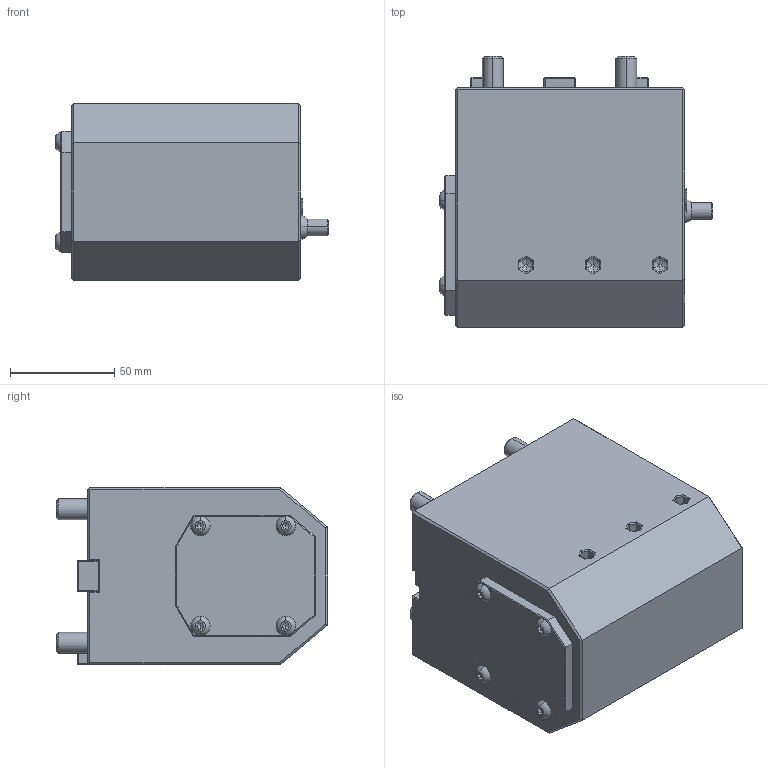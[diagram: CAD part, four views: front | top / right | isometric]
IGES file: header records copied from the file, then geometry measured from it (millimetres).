
Start section:  PTC IGES file: ngt_id_55_40_85_do.igs
Global section: file name: ngt_id_55_40_85_do.igs; native system: Pro/ENGINEER by Parametric Technology Corporation; preprocessor: 2010280; author: vali; organization: Unknown; date: 20230515.100351; units: millimetre
Bounding box: 131.19 x 130 x 85 mm (x, y, z)
Volume: 905603.5 mm3; surface area: 82266.9 mm2
Topology: 1 solids, 1 shells, 390 faces, 966 edges, 538 vertices
Faces by surface type: bspline 254, revolution 136
